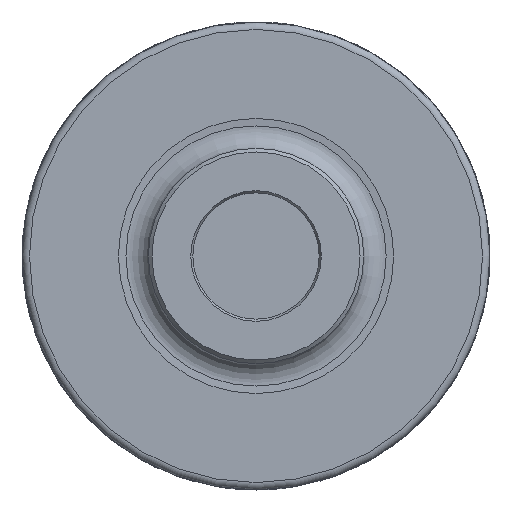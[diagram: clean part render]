
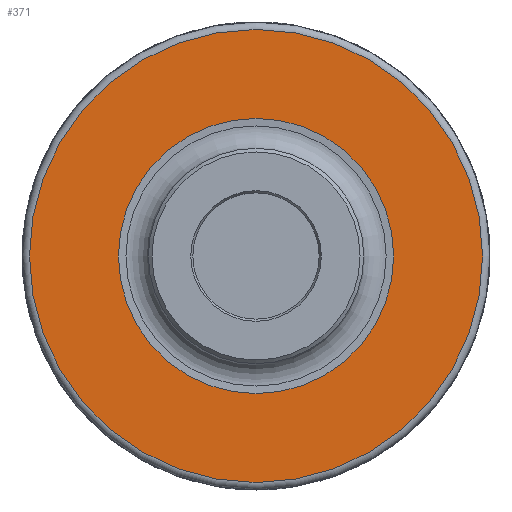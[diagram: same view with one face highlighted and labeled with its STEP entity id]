
A CAD part, left-side view. The second image highlights one B-rep face of the part: STEP entity #371.
In plain terms, the highlighted planar face has unit normal (-1, 0, 0).
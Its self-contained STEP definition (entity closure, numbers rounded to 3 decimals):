
#284=FACE_BOUND('',#538,.T.);
#285=FACE_BOUND('',#539,.T.);
#371=ADVANCED_FACE('',(#284,#285),#403,.F.);
#403=PLANE('',#1371);
#538=EDGE_LOOP('',(#880));
#539=EDGE_LOOP('',(#881));
#880=ORIENTED_EDGE('',*,*,#1182,.T.);
#881=ORIENTED_EDGE('',*,*,#1181,.F.);
#1010=VERTEX_POINT('',#2556);
#1011=VERTEX_POINT('',#2559);
#1181=EDGE_CURVE('',#1010,#1010,#1238,.T.);
#1182=EDGE_CURVE('',#1011,#1011,#1239,.T.);
#1238=CIRCLE('',#1368,30.495);
#1239=CIRCLE('',#1370,18.524);
#1368=AXIS2_PLACEMENT_3D('',#2555,#1683,#1684);
#1370=AXIS2_PLACEMENT_3D('',#2558,#1687,#1688);
#1371=AXIS2_PLACEMENT_3D('',#2560,#1689,#1690);
#1683=DIRECTION('',(1.,0.,0.));
#1684=DIRECTION('',(0.,0.,1.));
#1687=DIRECTION('',(1.,0.,0.));
#1688=DIRECTION('',(0.,0.,1.));
#1689=DIRECTION('',(1.,0.,0.));
#1690=DIRECTION('',(0.,0.,-1.));
#2555=CARTESIAN_POINT('',(25.,0.,0.));
#2556=CARTESIAN_POINT('',(25.,0.,30.495));
#2558=CARTESIAN_POINT('',(25.,0.,0.));
#2559=CARTESIAN_POINT('',(25.,0.,18.524));
#2560=CARTESIAN_POINT('',(25.,30.495,0.));
